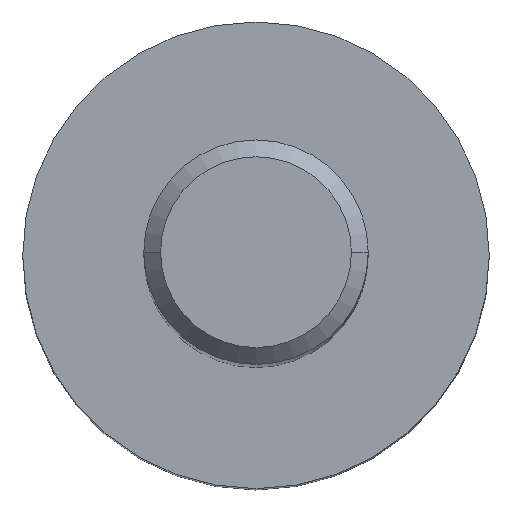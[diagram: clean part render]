
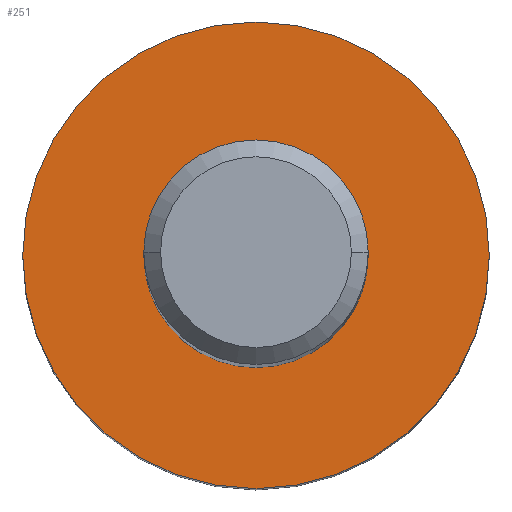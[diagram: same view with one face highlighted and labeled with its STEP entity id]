
A CAD part, top view. The second image highlights one B-rep face of the part: STEP entity #251.
In plain terms, the highlighted planar face has unit normal (0, 0, 1).
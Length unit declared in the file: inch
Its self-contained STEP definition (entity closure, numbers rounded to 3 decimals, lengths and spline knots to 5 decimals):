
#3 = DIRECTION ( 'NONE',  ( 0., 0., 1. ) ) ;
#26 = ORIENTED_EDGE ( 'NONE', *, *, #165, .T. ) ;
#34 = CARTESIAN_POINT ( 'NONE',  ( -0.1299, 0., -1. ) ) ;
#56 = AXIS2_PLACEMENT_3D ( 'NONE', #134, #184, #81 ) ;
#81 = DIRECTION ( 'NONE',  ( 1., 0., 0. ) ) ;
#94 = AXIS2_PLACEMENT_3D ( 'NONE', #186, #211, #295 ) ;
#95 = VERTEX_POINT ( 'NONE', #34 ) ;
#126 = VERTEX_POINT ( 'NONE', #129 ) ;
#129 = CARTESIAN_POINT ( 'NONE',  ( 0.1299, 0., -1. ) ) ;
#134 = CARTESIAN_POINT ( 'NONE',  ( 0., 0., -1. ) ) ;
#159 = DIRECTION ( 'NONE',  ( 1., 0., 0. ) ) ;
#165 = EDGE_CURVE ( 'NONE', #126, #95, #239, .T. ) ;
#184 = DIRECTION ( 'NONE',  ( 0., 0., 1. ) ) ;
#186 = CARTESIAN_POINT ( 'NONE',  ( 0., 0., -1. ) ) ;
#210 = CARTESIAN_POINT ( 'NONE',  ( 0., 0., -1. ) ) ;
#211 = DIRECTION ( 'NONE',  ( 0., 0., -1. ) ) ;
#235 = EDGE_CURVE ( 'NONE', #95, #126, #302, .T. ) ;
#239 = CIRCLE ( 'NONE', #56, 0.1299 ) ;
#242 = PLANE ( 'NONE',  #94 ) ;
#251 = ADVANCED_FACE ( 'NONE', ( #266 ), #242, .F. ) ;
#266 = FACE_OUTER_BOUND ( 'NONE', #308, .T. ) ;
#282 = AXIS2_PLACEMENT_3D ( 'NONE', #210, #3, #159 ) ;
#295 = DIRECTION ( 'NONE',  ( -1., 0., 0. ) ) ;
#302 = CIRCLE ( 'NONE', #282, 0.1299 ) ;
#308 = EDGE_LOOP ( 'NONE', ( #26, #316 ) ) ;
#316 = ORIENTED_EDGE ( 'NONE', *, *, #235, .T. ) ;
